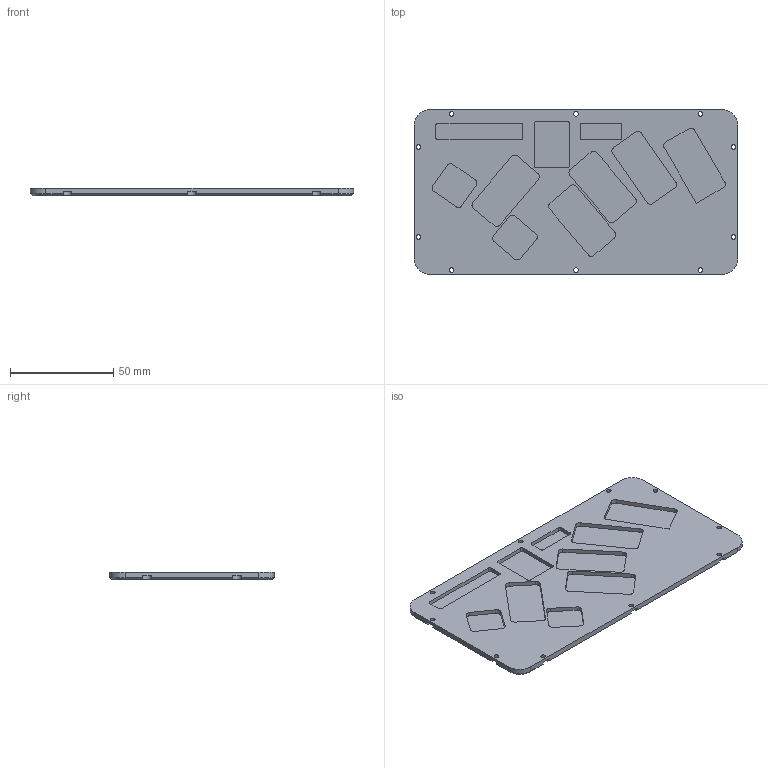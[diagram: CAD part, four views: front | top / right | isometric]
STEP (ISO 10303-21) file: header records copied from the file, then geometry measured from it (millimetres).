
FILE_DESCRIPTION(/* description */ (''),/* implementation_level */ '2;1');
FILE_NAME(/* name */ 'Bottom Housing.step',/* time_stamp */ '2025-09-28T12:40:49+02:00',/* author */ (''),/* organization */ (''),/* preprocessor_version */ 'ST-DEVELOPER v20.1',/* originating_system */ 'Autodesk Translation Framework v14.17.0.0',/* authorisation */ '');
FILE_SCHEMA (('AUTOMOTIVE_DESIGN { 1 0 10303 214 3 1 1 }'));
Length unit declared in the file: millimetre
Products named in the file (1): Bottom Housing (1)
Bounding box: 156.3 x 79.5 x 3.6 mm (x, y, z)
Volume: 34841 mm3; surface area: 28182.6 mm2
Topology: 1 solids, 1 shells, 175 faces, 469 edges, 310 vertices
Faces by surface type: plane 104, cylinder 67, cone 4
Full cylindrical faces by diameter (mm): 2.2 x10, 15.5 x4
Entity records: 5557 total; most frequent: DIRECTION 959, CARTESIAN_POINT 955, ORIENTED_EDGE 938, EDGE_CURVE 469, LINE 331, VECTOR 331, AXIS2_PLACEMENT_3D 314, VERTEX_POINT 310
